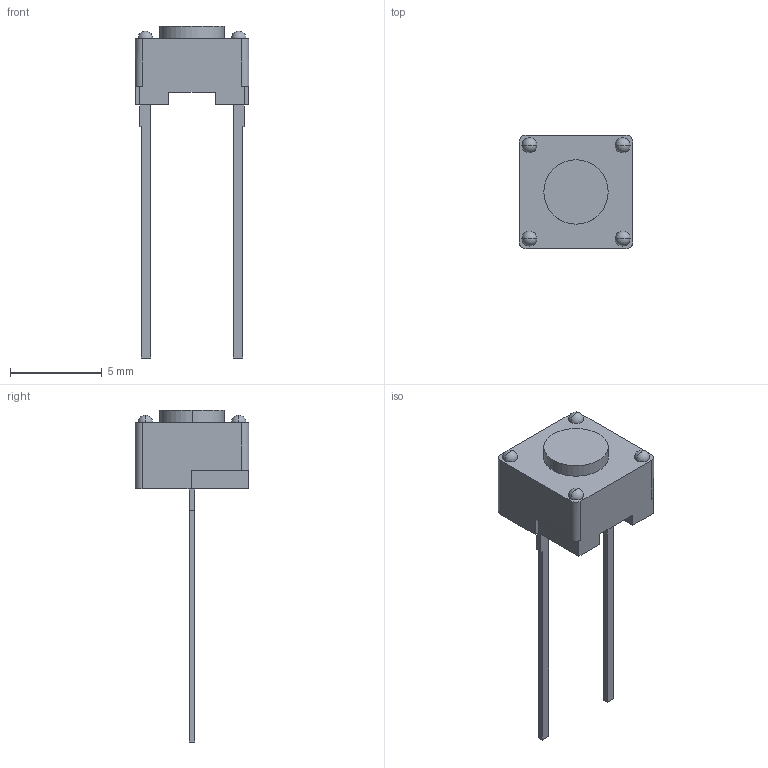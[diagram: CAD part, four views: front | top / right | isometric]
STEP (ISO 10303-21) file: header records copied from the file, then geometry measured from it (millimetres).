
FILE_DESCRIPTION((''),'2;1');
FILE_NAME('C-2-1437565-6','2012-12-06T',('workeradm'),('Tyco Electronics Ltd.'),'PRO/ENGINEER BY PARAMETRIC TECHNOLOGY CORPORATION, 2010430','PRO/ENGINEER BY PARAMETRIC TECHNOLOGY CORPORATION, 2010430','');
FILE_SCHEMA(('AUTOMOTIVE_DESIGN { 1 0 10303 214 1 1 1 1 }'));
Length unit declared in the file: millimetre
Products named in the file (1): C-2-1437565-6
Bounding box: 6.2 x 6.2 x 18.08 mm (x, y, z)
Volume: 137.5 mm3; surface area: 224 mm2
Topology: 1 solids, 1 shells, 47 faces, 124 edges, 78 vertices
Faces by surface type: plane 33, sphere 8, cylinder 6
Entity records: 1715 total; most frequent: CARTESIAN_POINT 243, DIRECTION 240, ORIENTED_EDGE 232, EDGE_CURVE 116, VECTOR 86, LINE 86, VERTEX_POINT 78, AXIS2_PLACEMENT_3D 77
